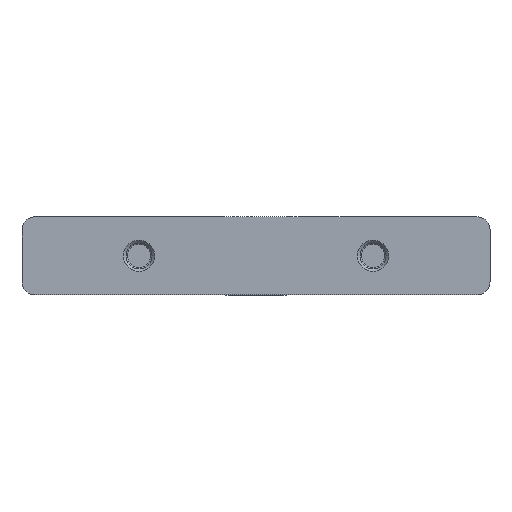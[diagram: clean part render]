
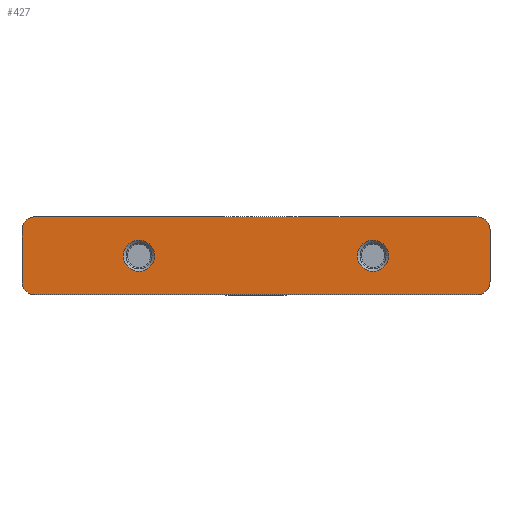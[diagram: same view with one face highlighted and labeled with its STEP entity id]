
A CAD part, top view. The second image highlights one B-rep face of the part: STEP entity #427.
In plain terms, the highlighted planar face has unit normal (0, 0, 1).
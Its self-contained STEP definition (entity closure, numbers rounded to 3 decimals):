
#58 = VERTEX_POINT('',#59);
#59 = CARTESIAN_POINT('',(-85.,15.,0.));
#65 = EDGE_CURVE('',#58,#66,#68,.T.);
#66 = VERTEX_POINT('',#67);
#67 = CARTESIAN_POINT('',(85.,15.,0.));
#68 = LINE('',#69,#70);
#69 = CARTESIAN_POINT('',(-90.,15.,0.));
#70 = VECTOR('',#71,1.);
#71 = DIRECTION('',(1.,0.,0.));
#370 = EDGE_CURVE('',#371,#58,#373,.T.);
#371 = VERTEX_POINT('',#372);
#372 = CARTESIAN_POINT('',(-90.,10.,0.));
#373 = CIRCLE('',#374,5.);
#374 = AXIS2_PLACEMENT_3D('',#375,#376,#377);
#375 = CARTESIAN_POINT('',(-85.,10.,0.));
#376 = DIRECTION('',(-0.,0.,-1.));
#377 = DIRECTION('',(0.,-1.,0.));
#427 = ADVANCED_FACE('',(#428,#439,#492),#503,.T.);
#428 = FACE_BOUND('',#429,.T.);
#429 = EDGE_LOOP('',(#430));
#430 = ORIENTED_EDGE('',*,*,#431,.F.);
#431 = EDGE_CURVE('',#432,#432,#434,.T.);
#432 = VERTEX_POINT('',#433);
#433 = CARTESIAN_POINT('',(-51.,0.,0.));
#434 = CIRCLE('',#435,6.);
#435 = AXIS2_PLACEMENT_3D('',#436,#437,#438);
#436 = CARTESIAN_POINT('',(-45.,0.,0.));
#437 = DIRECTION('',(0.,0.,1.));
#438 = DIRECTION('',(-1.,0.,0.));
#439 = FACE_BOUND('',#440,.T.);
#440 = EDGE_LOOP('',(#441,#449,#458,#466,#475,#483,#490,#491));
#441 = ORIENTED_EDGE('',*,*,#442,.T.);
#442 = EDGE_CURVE('',#371,#443,#445,.T.);
#443 = VERTEX_POINT('',#444);
#444 = CARTESIAN_POINT('',(-90.,-10.,0.));
#445 = LINE('',#446,#447);
#446 = CARTESIAN_POINT('',(-90.,15.,0.));
#447 = VECTOR('',#448,1.);
#448 = DIRECTION('',(0.,-1.,0.));
#449 = ORIENTED_EDGE('',*,*,#450,.T.);
#450 = EDGE_CURVE('',#443,#451,#453,.T.);
#451 = VERTEX_POINT('',#452);
#452 = CARTESIAN_POINT('',(-85.,-15.,0.));
#453 = CIRCLE('',#454,5.);
#454 = AXIS2_PLACEMENT_3D('',#455,#456,#457);
#455 = CARTESIAN_POINT('',(-85.,-10.,0.));
#456 = DIRECTION('',(-0.,0.,1.));
#457 = DIRECTION('',(0.,-1.,0.));
#458 = ORIENTED_EDGE('',*,*,#459,.T.);
#459 = EDGE_CURVE('',#451,#460,#462,.T.);
#460 = VERTEX_POINT('',#461);
#461 = CARTESIAN_POINT('',(85.,-15.,0.));
#462 = LINE('',#463,#464);
#463 = CARTESIAN_POINT('',(0.,-15.,0.));
#464 = VECTOR('',#465,1.);
#465 = DIRECTION('',(1.,0.,0.));
#466 = ORIENTED_EDGE('',*,*,#467,.T.);
#467 = EDGE_CURVE('',#460,#468,#470,.T.);
#468 = VERTEX_POINT('',#469);
#469 = CARTESIAN_POINT('',(90.,-10.,0.));
#470 = CIRCLE('',#471,5.);
#471 = AXIS2_PLACEMENT_3D('',#472,#473,#474);
#472 = CARTESIAN_POINT('',(85.,-10.,0.));
#473 = DIRECTION('',(0.,0.,1.));
#474 = DIRECTION('',(0.,1.,0.));
#475 = ORIENTED_EDGE('',*,*,#476,.F.);
#476 = EDGE_CURVE('',#477,#468,#479,.T.);
#477 = VERTEX_POINT('',#478);
#478 = CARTESIAN_POINT('',(90.,10.,0.));
#479 = LINE('',#480,#481);
#480 = CARTESIAN_POINT('',(90.,15.,0.));
#481 = VECTOR('',#482,1.);
#482 = DIRECTION('',(0.,-1.,0.));
#483 = ORIENTED_EDGE('',*,*,#484,.F.);
#484 = EDGE_CURVE('',#66,#477,#485,.T.);
#485 = CIRCLE('',#486,5.);
#486 = AXIS2_PLACEMENT_3D('',#487,#488,#489);
#487 = CARTESIAN_POINT('',(85.,10.,0.));
#488 = DIRECTION('',(0.,0.,-1.));
#489 = DIRECTION('',(0.,1.,0.));
#490 = ORIENTED_EDGE('',*,*,#65,.F.);
#491 = ORIENTED_EDGE('',*,*,#370,.F.);
#492 = FACE_BOUND('',#493,.T.);
#493 = EDGE_LOOP('',(#494));
#494 = ORIENTED_EDGE('',*,*,#495,.F.);
#495 = EDGE_CURVE('',#496,#496,#498,.T.);
#496 = VERTEX_POINT('',#497);
#497 = CARTESIAN_POINT('',(39.,0.,0.));
#498 = CIRCLE('',#499,6.);
#499 = AXIS2_PLACEMENT_3D('',#500,#501,#502);
#500 = CARTESIAN_POINT('',(45.,0.,0.));
#501 = DIRECTION('',(0.,0.,1.));
#502 = DIRECTION('',(-1.,0.,0.));
#503 = PLANE('',#504);
#504 = AXIS2_PLACEMENT_3D('',#505,#506,#507);
#505 = CARTESIAN_POINT('',(0.,0.,0.));
#506 = DIRECTION('',(0.,0.,1.));
#507 = DIRECTION('',(0.,-1.,0.));
